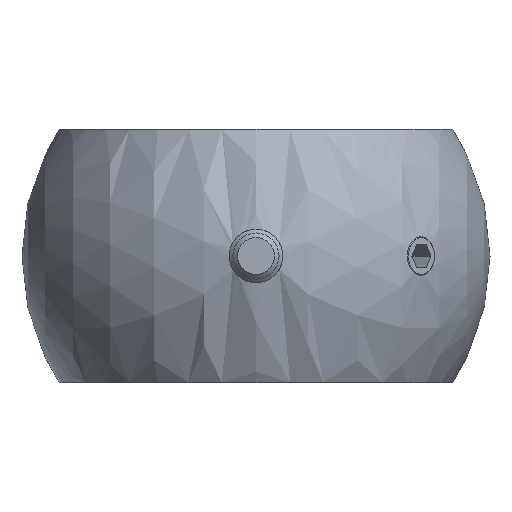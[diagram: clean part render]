
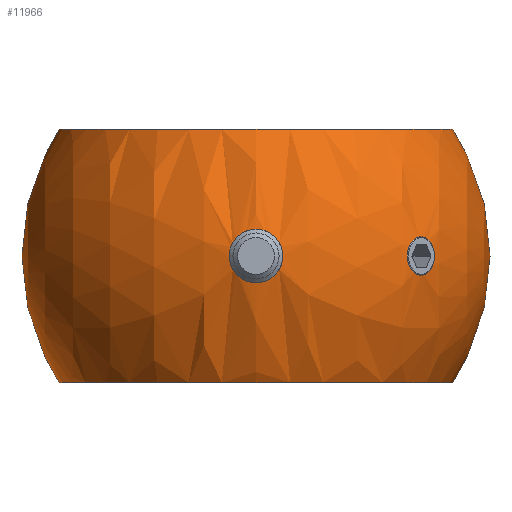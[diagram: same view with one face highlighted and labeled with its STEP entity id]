
A CAD part, front view. The second image highlights one B-rep face of the part: STEP entity #11966.
In plain terms, the highlighted spherical face has radius 30.5 mm.
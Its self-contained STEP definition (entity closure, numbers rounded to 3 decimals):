
#405 = DIRECTION ( 'NONE',  ( -0.707, 0.707, 0. ) ) ;
#1421 = DIRECTION ( 'NONE',  ( 1., 0., 0. ) ) ;
#1471 = CARTESIAN_POINT ( 'NONE',  ( 0., 0., -16.5 ) ) ;
#1673 = DIRECTION ( 'NONE',  ( 0., 0., 1. ) ) ;
#1801 = VERTEX_POINT ( 'NONE', #4154 ) ;
#2248 = AXIS2_PLACEMENT_3D ( 'NONE', #12845, #10951, #5906 ) ;
#2865 = FACE_BOUND ( 'NONE', #9584, .T. ) ;
#3028 = EDGE_CURVE ( 'NONE', #1801, #1801, #11775, .T. ) ;
#3599 = ORIENTED_EDGE ( 'NONE', *, *, #3982, .T. ) ;
#3757 = AXIS2_PLACEMENT_3D ( 'NONE', #1471, #11288, #1421 ) ;
#3759 = CARTESIAN_POINT ( 'NONE',  ( 0., 0., 16.5 ) ) ;
#3982 = EDGE_CURVE ( 'NONE', #9093, #9093, #7168, .T. ) ;
#4154 = CARTESIAN_POINT ( 'NONE',  ( 0., -30.299, 3.5 ) ) ;
#4249 = SPHERICAL_SURFACE ( 'NONE', #9737, 30.5 ) ;
#4272 = ORIENTED_EDGE ( 'NONE', *, *, #5580, .T. ) ;
#4579 = FACE_OUTER_BOUND ( 'NONE', #11960, .T. ) ;
#4689 = DIRECTION ( 'NONE',  ( 0., 1., 0. ) ) ;
#5503 = FACE_BOUND ( 'NONE', #7862, .T. ) ;
#5580 = EDGE_CURVE ( 'NONE', #10712, #10712, #6392, .T. ) ;
#5906 = DIRECTION ( 'NONE',  ( 0., 0., 1. ) ) ;
#6045 = CARTESIAN_POINT ( 'NONE',  ( 25.652, 0., 16.5 ) ) ;
#6392 = CIRCLE ( 'NONE', #3757, 25.652 ) ;
#6907 = FACE_OUTER_BOUND ( 'NONE', #12715, .T. ) ;
#7101 = VERTEX_POINT ( 'NONE', #6045 ) ;
#7168 = CIRCLE ( 'NONE', #11640, 2.5 ) ;
#7363 = DIRECTION ( 'NONE',  ( -0.707, -0.707, 0. ) ) ;
#7401 = ORIENTED_EDGE ( 'NONE', *, *, #3028, .T. ) ;
#7862 = EDGE_LOOP ( 'NONE', ( #3599 ) ) ;
#8176 = EDGE_CURVE ( 'NONE', #7101, #7101, #12337, .T. ) ;
#8432 = ORIENTED_EDGE ( 'NONE', *, *, #8176, .F. ) ;
#8625 = DIRECTION ( 'NONE',  ( 1., 0., 0. ) ) ;
#9093 = VERTEX_POINT ( 'NONE', #12073 ) ;
#9450 = AXIS2_PLACEMENT_3D ( 'NONE', #3759, #1673, #8625 ) ;
#9510 = CARTESIAN_POINT ( 'NONE',  ( 0., 0., 0. ) ) ;
#9584 = EDGE_LOOP ( 'NONE', ( #7401 ) ) ;
#9605 = DIRECTION ( 'NONE',  ( -1., 0., 0. ) ) ;
#9737 = AXIS2_PLACEMENT_3D ( 'NONE', #9510, #9605, #4689 ) ;
#10209 = CARTESIAN_POINT ( 'NONE',  ( 25.652, 0., -16.5 ) ) ;
#10712 = VERTEX_POINT ( 'NONE', #10209 ) ;
#10951 = DIRECTION ( 'NONE',  ( 0., 1., 0. ) ) ;
#11288 = DIRECTION ( 'NONE',  ( 0., 0., 1. ) ) ;
#11640 = AXIS2_PLACEMENT_3D ( 'NONE', #12357, #405, #7363 ) ;
#11775 = CIRCLE ( 'NONE', #2248, 3.5 ) ;
#11960 = EDGE_LOOP ( 'NONE', ( #8432 ) ) ;
#11966 = ADVANCED_FACE ( 'NONE', ( #5503, #2865, #4579, #6907 ), #4249, .T. ) ;
#12073 = CARTESIAN_POINT ( 'NONE',  ( 19.726, -23.262, 0. ) ) ;
#12337 = CIRCLE ( 'NONE', #9450, 25.652 ) ;
#12357 = CARTESIAN_POINT ( 'NONE',  ( 21.494, -21.494, 0. ) ) ;
#12715 = EDGE_LOOP ( 'NONE', ( #4272 ) ) ;
#12845 = CARTESIAN_POINT ( 'NONE',  ( 0., -30.299, 0. ) ) ;
